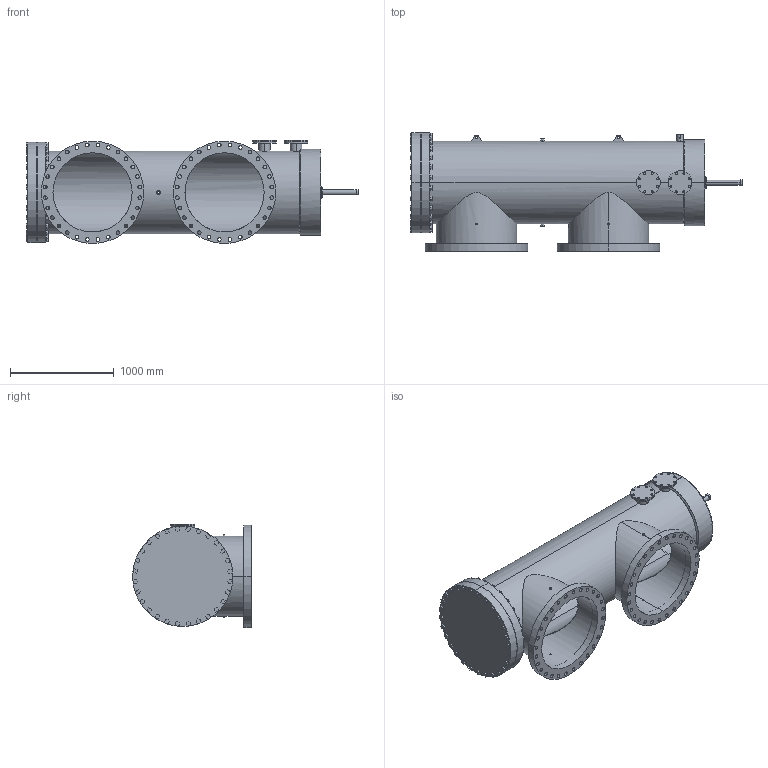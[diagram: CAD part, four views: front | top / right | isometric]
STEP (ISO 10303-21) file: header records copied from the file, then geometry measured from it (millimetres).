
FILE_DESCRIPTION (( 'STEP AP203' ), '1' );
FILE_NAME ('H30-FRP-180.STEP', '2020-09-17T14:10:45', ( '' ), ( '' ), 'SwSTEP 2.0', 'SolidWorks 2018', '' );
FILE_SCHEMA (( 'CONFIG_CONTROL_DESIGN' ));
Length unit declared in the file: inch
Products named in the file (1): H30-FRP-180
Bounding box: 3193.91 x 1143 x 990.93 mm (x, y, z)
Volume: 166029500.5 mm3; surface area: 21645322.1 mm2
Topology: 34 solids, 34 shells, 1106 faces, 2774 edges, 1848 vertices
Faces by surface type: plane 572, cylinder 530, cone 4
Entity records: 37128 total; most frequent: CARTESIAN_POINT 9018, DIRECTION 5908, ORIENTED_EDGE 5548, EDGE_CURVE 2774, AXIS2_PLACEMENT_3D 2115, VERTEX_POINT 1848, VECTOR 1678, LINE 1678
